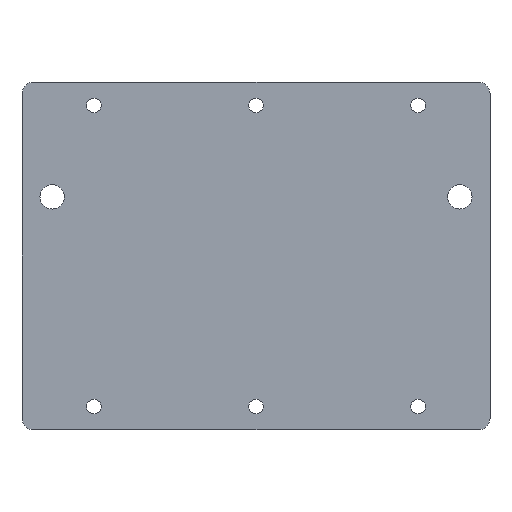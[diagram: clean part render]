
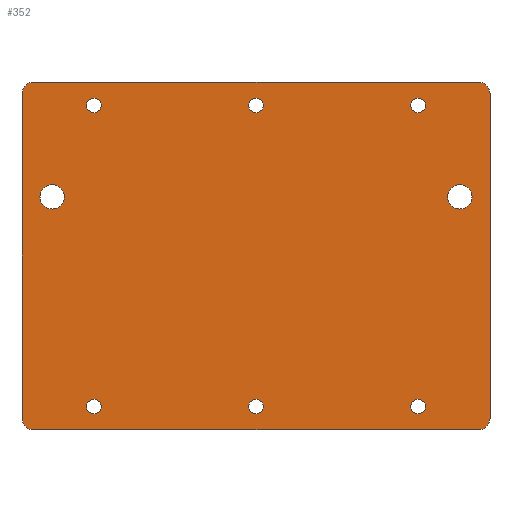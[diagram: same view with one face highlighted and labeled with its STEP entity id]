
A CAD part, front view. The second image highlights one B-rep face of the part: STEP entity #352.
In plain terms, the highlighted planar face has unit normal (0, -1, 0).
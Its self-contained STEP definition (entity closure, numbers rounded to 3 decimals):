
#15=FACE_BOUND('',#59,.T.);
#16=FACE_BOUND('',#60,.T.);
#17=FACE_BOUND('',#61,.T.);
#18=FACE_BOUND('',#62,.T.);
#19=FACE_BOUND('',#63,.T.);
#20=FACE_BOUND('',#64,.T.);
#21=FACE_BOUND('',#65,.T.);
#22=FACE_BOUND('',#66,.T.);
#31=PLANE('',#390);
#40=FACE_OUTER_BOUND('',#58,.T.);
#58=EDGE_LOOP('',(#253,#254,#255,#256,#257,#258,#259,#260));
#59=EDGE_LOOP('',(#261));
#60=EDGE_LOOP('',(#262));
#61=EDGE_LOOP('',(#263));
#62=EDGE_LOOP('',(#264));
#63=EDGE_LOOP('',(#265));
#64=EDGE_LOOP('',(#266));
#65=EDGE_LOOP('',(#267));
#66=EDGE_LOOP('',(#268));
#93=LINE('',#557,#117);
#94=LINE('',#561,#118);
#95=LINE('',#565,#119);
#96=LINE('',#568,#120);
#117=VECTOR('',#449,10.);
#118=VECTOR('',#452,10.);
#119=VECTOR('',#455,10.);
#120=VECTOR('',#458,10.);
#138=CIRCLE('',#383,5.25);
#140=CIRCLE('',#386,5.25);
#142=CIRCLE('',#389,5.);
#143=CIRCLE('',#391,5.);
#144=CIRCLE('',#392,5.);
#145=CIRCLE('',#393,5.);
#146=CIRCLE('',#394,3.15);
#147=CIRCLE('',#395,3.15);
#148=CIRCLE('',#396,3.15);
#149=CIRCLE('',#397,3.15);
#150=CIRCLE('',#398,3.15);
#151=CIRCLE('',#399,3.15);
#162=VERTEX_POINT('',#537);
#164=VERTEX_POINT('',#543);
#167=VERTEX_POINT('',#550);
#168=VERTEX_POINT('',#552);
#169=VERTEX_POINT('',#556);
#170=VERTEX_POINT('',#558);
#171=VERTEX_POINT('',#560);
#172=VERTEX_POINT('',#562);
#173=VERTEX_POINT('',#564);
#174=VERTEX_POINT('',#566);
#175=VERTEX_POINT('',#569);
#176=VERTEX_POINT('',#571);
#177=VERTEX_POINT('',#573);
#178=VERTEX_POINT('',#575);
#179=VERTEX_POINT('',#577);
#180=VERTEX_POINT('',#579);
#195=EDGE_CURVE('',#162,#162,#138,.T.);
#198=EDGE_CURVE('',#164,#164,#140,.T.);
#201=EDGE_CURVE('',#167,#168,#142,.T.);
#203=EDGE_CURVE('',#167,#169,#93,.T.);
#204=EDGE_CURVE('',#170,#169,#143,.T.);
#205=EDGE_CURVE('',#170,#171,#94,.T.);
#206=EDGE_CURVE('',#172,#171,#144,.T.);
#207=EDGE_CURVE('',#172,#173,#95,.T.);
#208=EDGE_CURVE('',#174,#173,#145,.T.);
#209=EDGE_CURVE('',#174,#168,#96,.T.);
#210=EDGE_CURVE('',#175,#175,#146,.T.);
#211=EDGE_CURVE('',#176,#176,#147,.T.);
#212=EDGE_CURVE('',#177,#177,#148,.T.);
#213=EDGE_CURVE('',#178,#178,#149,.T.);
#214=EDGE_CURVE('',#179,#179,#150,.T.);
#215=EDGE_CURVE('',#180,#180,#151,.T.);
#253=ORIENTED_EDGE('',*,*,#201,.F.);
#254=ORIENTED_EDGE('',*,*,#203,.T.);
#255=ORIENTED_EDGE('',*,*,#204,.F.);
#256=ORIENTED_EDGE('',*,*,#205,.T.);
#257=ORIENTED_EDGE('',*,*,#206,.F.);
#258=ORIENTED_EDGE('',*,*,#207,.T.);
#259=ORIENTED_EDGE('',*,*,#208,.F.);
#260=ORIENTED_EDGE('',*,*,#209,.T.);
#261=ORIENTED_EDGE('',*,*,#195,.T.);
#262=ORIENTED_EDGE('',*,*,#198,.T.);
#263=ORIENTED_EDGE('',*,*,#210,.T.);
#264=ORIENTED_EDGE('',*,*,#211,.T.);
#265=ORIENTED_EDGE('',*,*,#212,.T.);
#266=ORIENTED_EDGE('',*,*,#213,.T.);
#267=ORIENTED_EDGE('',*,*,#214,.T.);
#268=ORIENTED_EDGE('',*,*,#215,.T.);
#352=ADVANCED_FACE('',(#40,#15,#16,#17,#18,#19,#20,#21,#22),#31,.F.);
#383=AXIS2_PLACEMENT_3D('',#539,#430,#431);
#386=AXIS2_PLACEMENT_3D('',#545,#437,#438);
#389=AXIS2_PLACEMENT_3D('',#553,#444,#445);
#390=AXIS2_PLACEMENT_3D('',#555,#447,#448);
#391=AXIS2_PLACEMENT_3D('',#559,#450,#451);
#392=AXIS2_PLACEMENT_3D('',#563,#453,#454);
#393=AXIS2_PLACEMENT_3D('',#567,#456,#457);
#394=AXIS2_PLACEMENT_3D('',#570,#459,#460);
#395=AXIS2_PLACEMENT_3D('',#572,#461,#462);
#396=AXIS2_PLACEMENT_3D('',#574,#463,#464);
#397=AXIS2_PLACEMENT_3D('',#576,#465,#466);
#398=AXIS2_PLACEMENT_3D('',#578,#467,#468);
#399=AXIS2_PLACEMENT_3D('',#580,#469,#470);
#430=DIRECTION('center_axis',(0.,1.,0.));
#431=DIRECTION('ref_axis',(0.,0.,1.));
#437=DIRECTION('center_axis',(0.,1.,0.));
#438=DIRECTION('ref_axis',(0.,0.,1.));
#444=DIRECTION('center_axis',(0.,1.,0.));
#445=DIRECTION('ref_axis',(-0.707,0.,-0.707));
#447=DIRECTION('center_axis',(0.,1.,0.));
#448=DIRECTION('ref_axis',(1.,0.,0.));
#449=DIRECTION('',(1.,0.,0.));
#450=DIRECTION('center_axis',(0.,1.,0.));
#451=DIRECTION('ref_axis',(0.707,0.,-0.707));
#452=DIRECTION('',(0.,0.,1.));
#453=DIRECTION('center_axis',(0.,1.,0.));
#454=DIRECTION('ref_axis',(0.707,0.,0.707));
#455=DIRECTION('',(-1.,0.,0.));
#456=DIRECTION('center_axis',(0.,1.,0.));
#457=DIRECTION('ref_axis',(-0.707,0.,0.707));
#458=DIRECTION('',(0.,0.,-1.));
#459=DIRECTION('center_axis',(0.,1.,0.));
#460=DIRECTION('ref_axis',(0.,0.,1.));
#461=DIRECTION('center_axis',(0.,1.,0.));
#462=DIRECTION('ref_axis',(0.,0.,1.));
#463=DIRECTION('center_axis',(0.,1.,0.));
#464=DIRECTION('ref_axis',(0.,0.,1.));
#465=DIRECTION('center_axis',(0.,1.,0.));
#466=DIRECTION('ref_axis',(0.,0.,1.));
#467=DIRECTION('center_axis',(0.,1.,0.));
#468=DIRECTION('ref_axis',(0.,0.,1.));
#469=DIRECTION('center_axis',(0.,1.,0.));
#470=DIRECTION('ref_axis',(0.,0.,1.));
#537=CARTESIAN_POINT('',(-88.,0.,20.25));
#539=CARTESIAN_POINT('Origin',(-88.,0.,25.5));
#543=CARTESIAN_POINT('',(88.,0.,20.25));
#545=CARTESIAN_POINT('Origin',(88.,0.,25.5));
#550=CARTESIAN_POINT('',(-96.,0.,-75.));
#552=CARTESIAN_POINT('',(-101.,0.,-70.));
#553=CARTESIAN_POINT('Origin',(-96.,0.,-70.));
#555=CARTESIAN_POINT('Origin',(0.,0.,0.));
#556=CARTESIAN_POINT('',(96.,0.,-75.));
#557=CARTESIAN_POINT('',(-101.,0.,-75.));
#558=CARTESIAN_POINT('',(101.,0.,-70.));
#559=CARTESIAN_POINT('Origin',(96.,0.,-70.));
#560=CARTESIAN_POINT('',(101.,0.,70.));
#561=CARTESIAN_POINT('',(101.,0.,-75.));
#562=CARTESIAN_POINT('',(96.,0.,75.));
#563=CARTESIAN_POINT('Origin',(96.,0.,70.));
#564=CARTESIAN_POINT('',(-96.,0.,75.));
#565=CARTESIAN_POINT('',(101.,0.,75.));
#566=CARTESIAN_POINT('',(-101.,0.,70.));
#567=CARTESIAN_POINT('Origin',(-96.,0.,70.));
#568=CARTESIAN_POINT('',(-101.,0.,75.));
#569=CARTESIAN_POINT('',(70.,0.,61.85));
#570=CARTESIAN_POINT('Origin',(70.,0.,65.));
#571=CARTESIAN_POINT('',(0.,0.,-68.15));
#572=CARTESIAN_POINT('Origin',(0.,0.,-65.));
#573=CARTESIAN_POINT('',(-70.,0.,61.85));
#574=CARTESIAN_POINT('Origin',(-70.,0.,65.));
#575=CARTESIAN_POINT('',(-70.,0.,-68.15));
#576=CARTESIAN_POINT('Origin',(-70.,0.,-65.));
#577=CARTESIAN_POINT('',(0.,0.,61.85));
#578=CARTESIAN_POINT('Origin',(0.,0.,65.));
#579=CARTESIAN_POINT('',(70.,0.,-68.15));
#580=CARTESIAN_POINT('Origin',(70.,0.,-65.));
